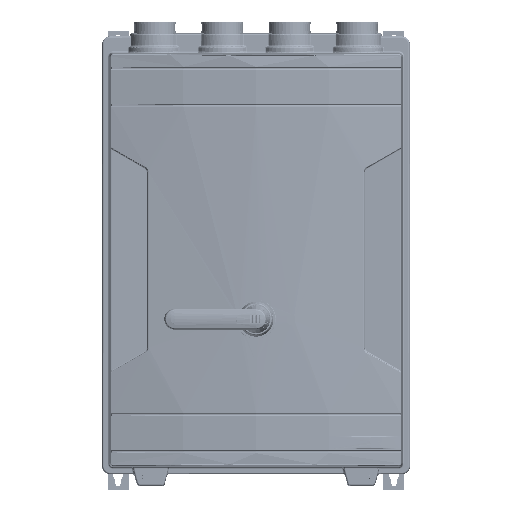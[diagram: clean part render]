
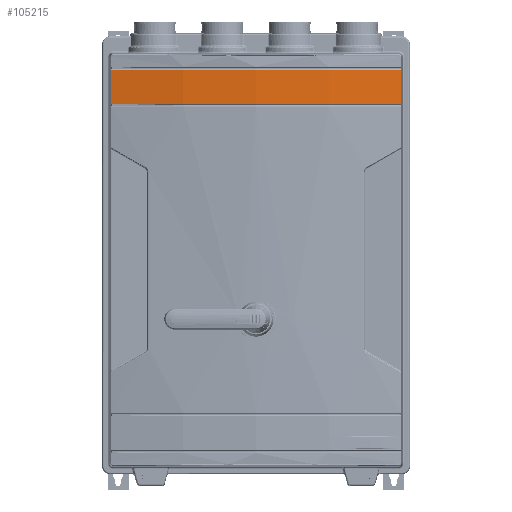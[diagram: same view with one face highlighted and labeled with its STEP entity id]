
A CAD part, front view. The second image highlights one B-rep face of the part: STEP entity #105215.
In plain terms, the highlighted cylindrical face has radius 1500 mm (diameter 3000 mm), a partial arc.
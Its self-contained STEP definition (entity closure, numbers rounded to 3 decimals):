
#84250=CARTESIAN_POINT('',(0.,-1392.,-361.172));
#84251=DIRECTION('',(0.,0.,-1.));
#84252=DIRECTION('',(-0.183,0.983,0.));
#84253=AXIS2_PLACEMENT_3D('',#84250,#84251,#84252);
#84258=DIRECTION('',(0.,0.,-1.));
#84259=VECTOR('',#84258,64.343);
#84260=CARTESIAN_POINT('',(274.547,82.661,
-296.828));
#84261=LINE('',#84260,#84259);
#84265=CARTESIAN_POINT('',(0.,-1392.,-296.828));
#84266=DIRECTION('',(0.,0.,1.));
#84267=DIRECTION('',(0.183,0.983,0.));
#84268=AXIS2_PLACEMENT_3D('',#84265,#84266,#84267);
#84273=DIRECTION('',(0.,0.,-1.));
#84274=VECTOR('',#84273,64.343);
#84275=CARTESIAN_POINT('',(-274.547,82.661,
-296.828));
#84276=LINE('',#84275,#84274);
#101339=CARTESIAN_POINT('',(274.547,82.661,
-296.828));
#102765=CARTESIAN_POINT('',(-274.547,82.661,
-361.172));
#102770=CARTESIAN_POINT('',(-274.547,82.661,
-296.828));
#104654=VERTEX_POINT('',#102765);
#104657=CARTESIAN_POINT('',(274.547,82.661,
-361.172));
#104658=VERTEX_POINT('',#104657);
#104667=VERTEX_POINT('',#102770);
#104682=VERTEX_POINT('',#101339);
#105200=CARTESIAN_POINT('',(0.,-1392.,-394.));
#105201=DIRECTION('',(0.,0.,1.));
#105202=DIRECTION('',(1.,0.,0.));
#105203=AXIS2_PLACEMENT_3D('',#105200,#105201,#105202);
#105204=CYLINDRICAL_SURFACE('',#105203,1500.);
#105206=ORIENTED_EDGE('',*,*,#105205,.T.);
#105208=ORIENTED_EDGE('',*,*,#105207,.F.);
#105210=ORIENTED_EDGE('',*,*,#105209,.T.);
#105212=ORIENTED_EDGE('',*,*,#105211,.T.);
#105213=EDGE_LOOP('',(#105206,#105208,#105210,#105212));
#105214=FACE_OUTER_BOUND('',#105213,.F.);
#105215=ADVANCED_FACE('',(#105214),#105204,.T.);
#84254=CIRCLE('',#84253,1500.);
#84269=CIRCLE('',#84268,1500.);
#105205=EDGE_CURVE('',#104654,#104658,#84254,.T.);
#105207=EDGE_CURVE('',#104682,#104658,#84261,.T.);
#105209=EDGE_CURVE('',#104682,#104667,#84269,.T.);
#105211=EDGE_CURVE('',#104667,#104654,#84276,.T.);
